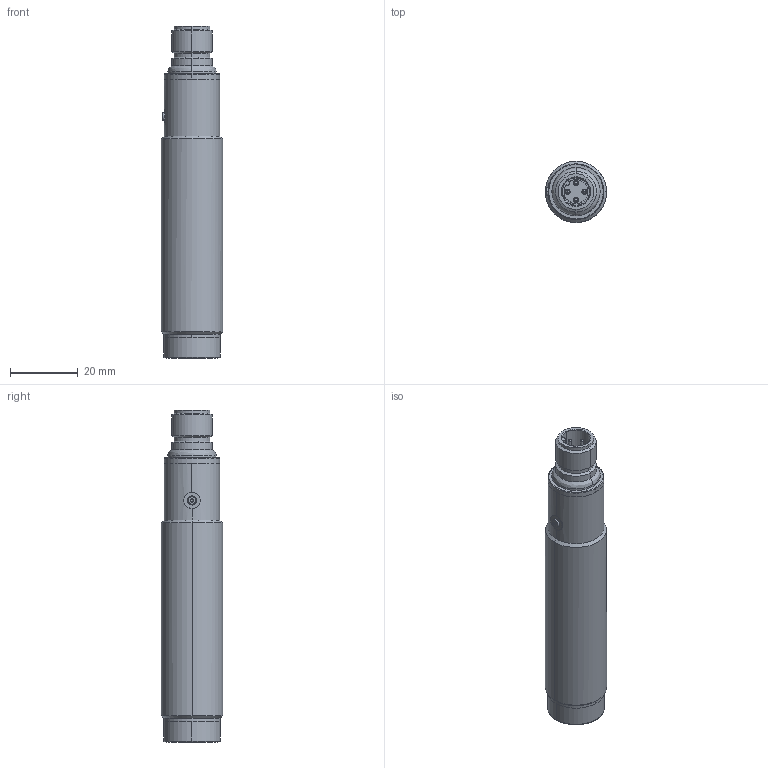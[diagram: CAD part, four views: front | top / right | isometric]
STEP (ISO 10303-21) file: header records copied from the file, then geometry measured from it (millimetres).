
FILE_DESCRIPTION (( 'STEP AP214' ), '1' );
FILE_NAME ('FALN-BN-0EP.step', '2018-04-12T19:56:36', ( '' ), ( '' ), 'SwSTEP 2.0', 'SolidWorks 2017', '' );
FILE_SCHEMA (( 'AUTOMOTIVE_DESIGN' ));
Length unit declared in the file: inch
Products named in the file (1): FALN-BN-0EP
Bounding box: 18 x 18 x 97.65 mm (x, y, z)
Volume: 21098.9 mm3; surface area: 8066.2 mm2
Topology: 11 solids, 11 shells, 138 faces, 295 edges, 183 vertices
Faces by surface type: cylinder 55, plane 41, cone 24, bspline 18
Entity records: 4533 total; most frequent: CARTESIAN_POINT 1419, DIRECTION 657, ORIENTED_EDGE 570, EDGE_CURVE 285, AXIS2_PLACEMENT_3D 281, VERTEX_POINT 183, CIRCLE 160, EDGE_LOOP 156
